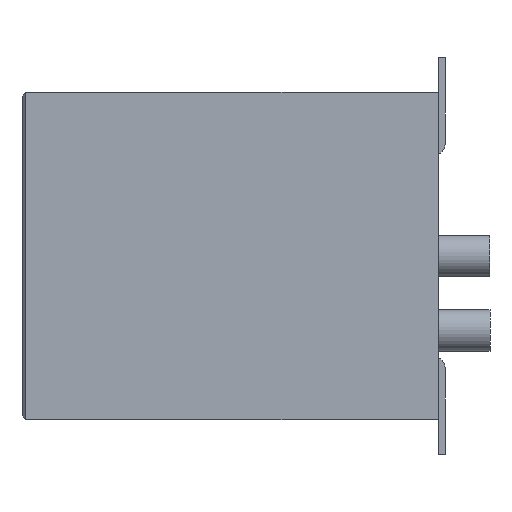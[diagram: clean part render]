
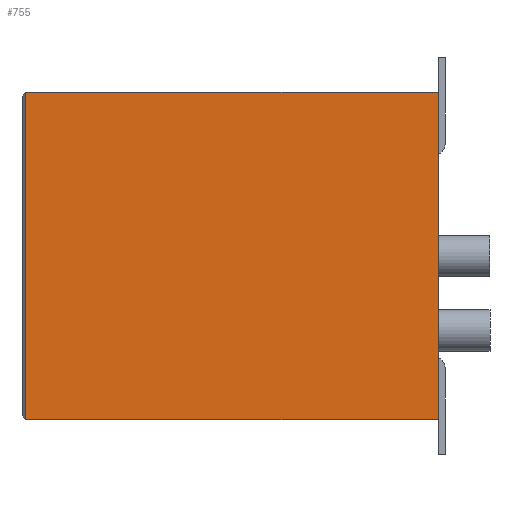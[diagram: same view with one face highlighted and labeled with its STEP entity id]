
A CAD part, left-side view. The second image highlights one B-rep face of the part: STEP entity #755.
In plain terms, the highlighted planar face has unit normal (-1, 0, 0).
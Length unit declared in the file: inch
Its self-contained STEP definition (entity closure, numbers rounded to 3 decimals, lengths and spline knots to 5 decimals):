
#755 = ADVANCED_FACE ( 'NONE', ( #14882 ), #21738, .F. ) ;
#1036 = CARTESIAN_POINT ( 'NONE',  ( -0.48307, 0.35, -0.1375 ) ) ;
#1044 = EDGE_CURVE ( 'NONE', #37986, #29969, #17737, .T. ) ;
#1891 = CARTESIAN_POINT ( 'NONE',  ( -0.48307, 0.347, 0.1375 ) ) ;
#2228 = CARTESIAN_POINT ( 'NONE',  ( -0.48307, 0.347, -0.1375 ) ) ;
#4270 = EDGE_LOOP ( 'NONE', ( #9267, #28589, #4574, #10995 ) ) ;
#4531 = VERTEX_POINT ( 'NONE', #24644 ) ;
#4574 = ORIENTED_EDGE ( 'NONE', *, *, #15133, .T. ) ;
#4761 = AXIS2_PLACEMENT_3D ( 'NONE', #8434, #5921, #12375 ) ;
#4835 = CARTESIAN_POINT ( 'NONE',  ( -0.48307, 0.35, 0.1375 ) ) ;
#5862 = DIRECTION ( 'NONE',  ( 0., 0., 1. ) ) ;
#5921 = DIRECTION ( 'NONE',  ( 1., 0., 0. ) ) ;
#7481 = VECTOR ( 'NONE', #5862, 39.37008 ) ;
#7959 = LINE ( 'NONE', #4835, #31729 ) ;
#8434 = CARTESIAN_POINT ( 'NONE',  ( -0.48307, 0.35, -0.1375 ) ) ;
#9267 = ORIENTED_EDGE ( 'NONE', *, *, #22560, .F. ) ;
#10408 = EDGE_CURVE ( 'NONE', #35509, #4531, #11808, .T. ) ;
#10995 = ORIENTED_EDGE ( 'NONE', *, *, #1044, .T. ) ;
#11808 = LINE ( 'NONE', #2228, #32107 ) ;
#12375 = DIRECTION ( 'NONE',  ( 0., 0., -1. ) ) ;
#13316 = DIRECTION ( 'NONE',  ( 0., -1., 0. ) ) ;
#14410 = DIRECTION ( 'NONE',  ( 0., -1., 0. ) ) ;
#14882 = FACE_OUTER_BOUND ( 'NONE', #4270, .T. ) ;
#15133 = EDGE_CURVE ( 'NONE', #4531, #37986, #32865, .T. ) ;
#17737 = LINE ( 'NONE', #30416, #7481 ) ;
#21738 = PLANE ( 'NONE',  #4761 ) ;
#21864 = CARTESIAN_POINT ( 'NONE',  ( -0.48307, 0., 0.1375 ) ) ;
#22560 = EDGE_CURVE ( 'NONE', #35509, #29969, #7959, .T. ) ;
#24644 = CARTESIAN_POINT ( 'NONE',  ( -0.48307, 0.347, -0.1375 ) ) ;
#28589 = ORIENTED_EDGE ( 'NONE', *, *, #10408, .T. ) ;
#29969 = VERTEX_POINT ( 'NONE', #21864 ) ;
#30206 = VECTOR ( 'NONE', #13316, 39.37008 ) ;
#30416 = CARTESIAN_POINT ( 'NONE',  ( -0.48307, 0., 0. ) ) ;
#31547 = DIRECTION ( 'NONE',  ( 0., 0., -1. ) ) ;
#31729 = VECTOR ( 'NONE', #14410, 39.37008 ) ;
#32107 = VECTOR ( 'NONE', #31547, 39.37008 ) ;
#32865 = LINE ( 'NONE', #1036, #30206 ) ;
#34249 = CARTESIAN_POINT ( 'NONE',  ( -0.48307, 0., -0.1375 ) ) ;
#35509 = VERTEX_POINT ( 'NONE', #1891 ) ;
#37986 = VERTEX_POINT ( 'NONE', #34249 ) ;
